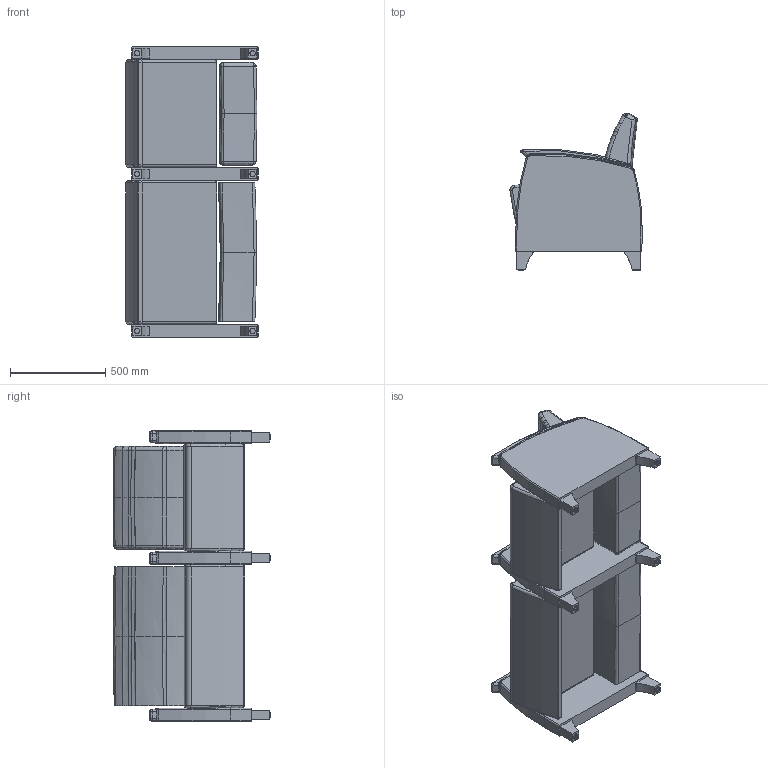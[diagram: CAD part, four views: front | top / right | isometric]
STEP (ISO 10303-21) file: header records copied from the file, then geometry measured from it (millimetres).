
FILE_DESCRIPTION(/* description */ (''),/* implementation_level */ '2;1');
FILE_NAME(/* name */ 'KOU20IBLW (SYMBOL).stp',/* time_stamp */ '2017-03-13T16:20:08-04:00',/* author */ ('emerkel'),/* organization */ (''),/* preprocessor_version */ 'ST-DEVELOPER v16.5',/* originating_system */ 'Autodesk Inventor 2017',/* authorisation */ '');
FILE_SCHEMA (('AUTOMOTIVE_DESIGN { 1 0 10303 214 3 1 1 }'));
Length unit declared in the file: inch
Products named in the file (10): KOU20IBLU-W (SYMBOL); KOU10 NEW BACK; KOU10 SEAT; KOU10B NEW BACK; KOU10 SEAT_1; KOD10 ARM2; E1010 MAC BLK; NEW KOU LEG; NEW KOU LEG_1; GLIDE APFAA06-1
Assembly tree (18 placements, depth 3):
  KOU20IBLU-W (SYMBOL)
    KOU10 NEW BACK
    KOU10 SEAT
    KOU10B NEW BACK
    KOU10 SEAT_1
    E1010 MAC BLK  x3
    KOD10 ARM2  x3
    NEW KOU LEG  x6
      NEW KOU LEG_1
      GLIDE APFAA06-1
Bounding box: 694.61 x 828.37 x 1530.33 mm (x, y, z)
Volume: 291722751.4 mm3; surface area: 7489136.5 mm2
Topology: 46 solids, 46 shells, 786 faces, 1801 edges, 1114 vertices
Faces by surface type: plane 281, bspline 168, cylinder 153, cone 96, torus 88
Full cylindrical faces by diameter (mm): 4.366 x9, 10.77 x6, 16.002 x6, 19.05 x6, 28.575 x6
Entity records: 13542 total; most frequent: CARTESIAN_POINT 6523, ORIENTED_EDGE 1454, DIRECTION 1325, EDGE_CURVE 727, AXIS2_PLACEMENT_3D 592, VERTEX_POINT 440, EDGE_LOOP 339, FACE_OUTER_BOUND 325
